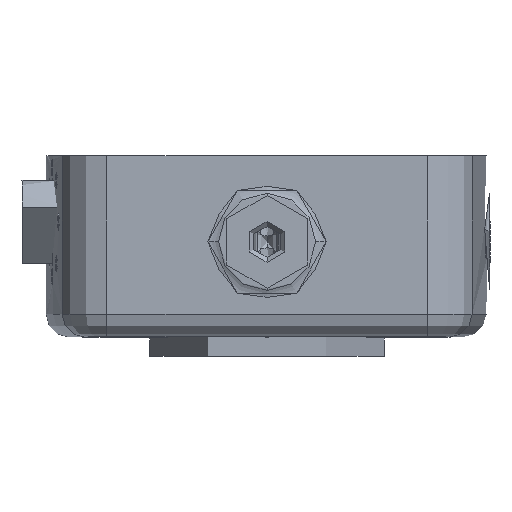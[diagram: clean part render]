
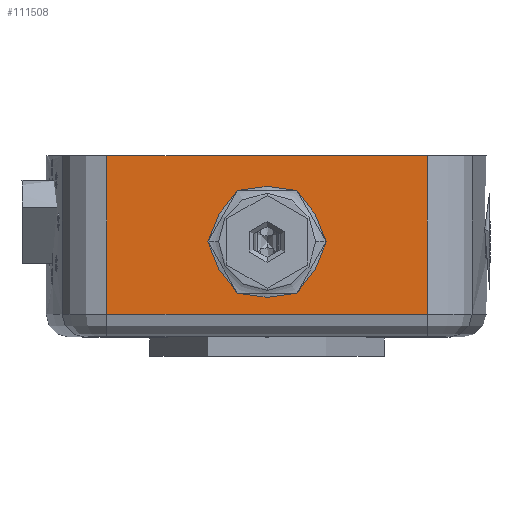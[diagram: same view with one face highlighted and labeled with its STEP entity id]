
A CAD part, front view. The second image highlights one B-rep face of the part: STEP entity #111508.
In plain terms, the highlighted planar face has unit normal (0, -1, 0).
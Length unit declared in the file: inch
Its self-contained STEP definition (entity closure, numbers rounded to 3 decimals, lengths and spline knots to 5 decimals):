
#7019 = VECTOR ( 'NONE', #12811, 39.37008 ) ;
#8802 = CARTESIAN_POINT ( 'NONE',  ( -0.70689, -0.97, 0.013 ) ) ;
#8823 = CARTESIAN_POINT ( 'NONE',  ( 0.70689, -0.97, 0.013 ) ) ;
#12811 = DIRECTION ( 'NONE',  ( 1., 0., 0. ) ) ;
#18148 = ORIENTED_EDGE ( 'NONE', *, *, #91462, .F. ) ;
#26180 = EDGE_LOOP ( 'NONE', ( #18148, #186137, #89154, #255156 ) ) ;
#27642 = DIRECTION ( 'NONE',  ( 0., 0., 1. ) ) ;
#28406 = DIRECTION ( 'NONE',  ( 1., 0., 0. ) ) ;
#32044 = LINE ( 'NONE', #157440, #186951 ) ;
#52864 = VERTEX_POINT ( 'NONE', #8802 ) ;
#57570 = AXIS2_PLACEMENT_3D ( 'NONE', #326099, #115683, #91782 ) ;
#89154 = ORIENTED_EDGE ( 'NONE', *, *, #191881, .T. ) ;
#90672 = PLANE ( 'NONE',  #57570 ) ;
#91462 = EDGE_CURVE ( 'NONE', #158689, #52864, #131672, .T. ) ;
#91782 = DIRECTION ( 'NONE',  ( 1., 0., 0. ) ) ;
#103866 = EDGE_CURVE ( 'NONE', #158689, #321030, #320650, .T. ) ;
#109325 = AXIS2_PLACEMENT_3D ( 'NONE', #281316, #151504, #334769 ) ;
#111508 = ADVANCED_FACE ( 'NONE', ( #202199, #112909 ), #90672, .T. ) ;
#112490 = CARTESIAN_POINT ( 'NONE',  ( 0.70689, -0.97, 0.013 ) ) ;
#112909 = FACE_OUTER_BOUND ( 'NONE', #26180, .T. ) ;
#115405 = CARTESIAN_POINT ( 'NONE',  ( 0.70689, -0.97, -0.687 ) ) ;
#115683 = DIRECTION ( 'NONE',  ( 0., -1., 0. ) ) ;
#128766 = CARTESIAN_POINT ( 'NONE',  ( 0., -0.97, -0.367 ) ) ;
#130401 = AXIS2_PLACEMENT_3D ( 'NONE', #128766, #289149, #28406 ) ;
#131672 = LINE ( 'NONE', #231657, #257657 ) ;
#147871 = VERTEX_POINT ( 'NONE', #112490 ) ;
#151504 = DIRECTION ( 'NONE',  ( 0., 1., 0. ) ) ;
#152095 = VERTEX_POINT ( 'NONE', #212633 ) ;
#157440 = CARTESIAN_POINT ( 'NONE',  ( 0.70689, -0.97, -0.787 ) ) ;
#158689 = VERTEX_POINT ( 'NONE', #222385 ) ;
#163637 = CARTESIAN_POINT ( 'NONE',  ( -0.26145, -0.97, -0.367 ) ) ;
#163654 = VERTEX_POINT ( 'NONE', #163637 ) ;
#170199 = ORIENTED_EDGE ( 'NONE', *, *, #210883, .T. ) ;
#186137 = ORIENTED_EDGE ( 'NONE', *, *, #103866, .T. ) ;
#186951 = VECTOR ( 'NONE', #27642, 39.37008 ) ;
#191881 = EDGE_CURVE ( 'NONE', #321030, #147871, #32044, .T. ) ;
#193142 = CIRCLE ( 'NONE', #109325, 0.26145 ) ;
#202199 = FACE_BOUND ( 'NONE', #232565, .T. ) ;
#210883 = EDGE_CURVE ( 'NONE', #163654, #152095, #249725, .T. ) ;
#212633 = CARTESIAN_POINT ( 'NONE',  ( 0.26145, -0.97, -0.367 ) ) ;
#222385 = CARTESIAN_POINT ( 'NONE',  ( -0.70689, -0.97, -0.687 ) ) ;
#230511 = DIRECTION ( 'NONE',  ( 0., 0., 1. ) ) ;
#231657 = CARTESIAN_POINT ( 'NONE',  ( -0.70689, -0.97, -0.787 ) ) ;
#232565 = EDGE_LOOP ( 'NONE', ( #281482, #170199 ) ) ;
#249725 = CIRCLE ( 'NONE', #130401, 0.26145 ) ;
#255156 = ORIENTED_EDGE ( 'NONE', *, *, #299681, .F. ) ;
#257657 = VECTOR ( 'NONE', #230511, 39.37008 ) ;
#257829 = VECTOR ( 'NONE', #296878, 39.37008 ) ;
#281316 = CARTESIAN_POINT ( 'NONE',  ( 0., -0.97, -0.367 ) ) ;
#281482 = ORIENTED_EDGE ( 'NONE', *, *, #331630, .T. ) ;
#289149 = DIRECTION ( 'NONE',  ( 0., 1., 0. ) ) ;
#296878 = DIRECTION ( 'NONE',  ( 1., 0., 0. ) ) ;
#299681 = EDGE_CURVE ( 'NONE', #52864, #147871, #327067, .T. ) ;
#320650 = LINE ( 'NONE', #115405, #7019 ) ;
#321030 = VERTEX_POINT ( 'NONE', #331177 ) ;
#326099 = CARTESIAN_POINT ( 'NONE',  ( 0.70689, -0.97, -0.787 ) ) ;
#327067 = LINE ( 'NONE', #8823, #257829 ) ;
#331177 = CARTESIAN_POINT ( 'NONE',  ( 0.70689, -0.97, -0.687 ) ) ;
#331630 = EDGE_CURVE ( 'NONE', #152095, #163654, #193142, .T. ) ;
#334769 = DIRECTION ( 'NONE',  ( 1., 0., 0. ) ) ;
